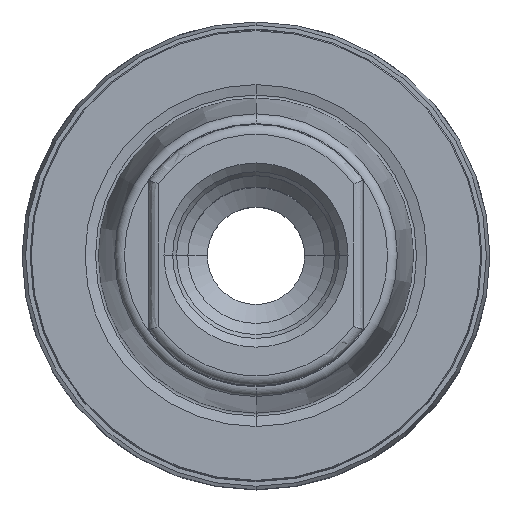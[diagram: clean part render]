
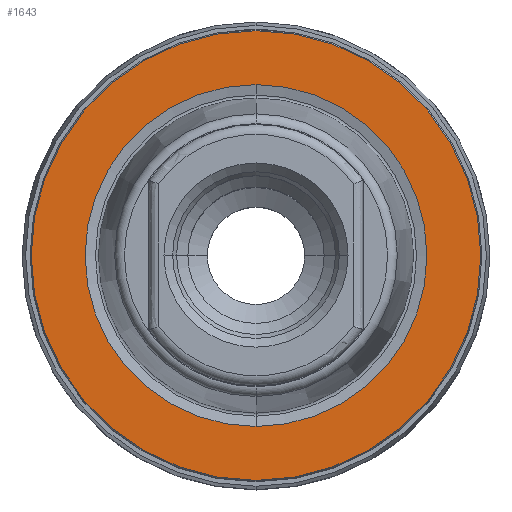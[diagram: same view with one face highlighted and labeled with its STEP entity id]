
A CAD part, top view. The second image highlights one B-rep face of the part: STEP entity #1643.
In plain terms, the highlighted planar face has unit normal (0, 0, 1).
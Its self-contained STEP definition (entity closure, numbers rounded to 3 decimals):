
#510=CARTESIAN_POINT('',(0.,0.,0.));
#511=DIRECTION('',(0.,0.,-1.));
#512=DIRECTION('',(0.,-1.,0.));
#513=AXIS2_PLACEMENT_3D('',#510,#511,#512);
#532=CARTESIAN_POINT('',(0.,0.,0.));
#533=DIRECTION('',(0.,0.,1.));
#534=DIRECTION('',(0.,-1.,0.));
#535=AXIS2_PLACEMENT_3D('',#532,#533,#534);
#540=CARTESIAN_POINT('',(0.,0.,0.));
#541=DIRECTION('',(0.,0.,-1.));
#542=DIRECTION('',(0.,1.,0.));
#543=AXIS2_PLACEMENT_3D('',#540,#541,#542);
#548=CARTESIAN_POINT('',(0.,0.,0.));
#549=DIRECTION('',(0.,0.,-1.));
#550=DIRECTION('',(0.,-1.,0.));
#551=AXIS2_PLACEMENT_3D('',#548,#549,#550);
#993=CARTESIAN_POINT('',(0.,-8.776,0.));
#995=VERTEX_POINT('',#993);
#1003=CARTESIAN_POINT('',(0.,8.776,0.));
#1005=VERTEX_POINT('',#1003);
#1091=CARTESIAN_POINT('',(0.,11.542,0.));
#1092=VERTEX_POINT('',#1091);
#1093=CARTESIAN_POINT('',(0.,-11.542,0.));
#1094=VERTEX_POINT('',#1093);
#1628=CARTESIAN_POINT('',(0.,0.,0.));
#1629=DIRECTION('',(0.,0.,-1.));
#1630=DIRECTION('',(0.,1.,0.));
#1631=AXIS2_PLACEMENT_3D('',#1628,#1629,#1630);
#1632=PLANE('',#1631);
#1634=ORIENTED_EDGE('',*,*,#1633,.T.);
#1636=ORIENTED_EDGE('',*,*,#1635,.T.);
#1637=EDGE_LOOP('',(#1634,#1636));
#1638=FACE_OUTER_BOUND('',#1637,.F.);
#1639=ORIENTED_EDGE('',*,*,#1607,.F.);
#1640=ORIENTED_EDGE('',*,*,#1623,.T.);
#1641=EDGE_LOOP('',(#1639,#1640));
#1642=FACE_BOUND('',#1641,.F.);
#514=CIRCLE('',#513,8.776);
#536=CIRCLE('',#535,8.776);
#544=CIRCLE('',#543,11.542);
#552=CIRCLE('',#551,11.542);
#1607=EDGE_CURVE('',#995,#1005,#514,.T.);
#1623=EDGE_CURVE('',#995,#1005,#536,.T.);
#1633=EDGE_CURVE('',#1092,#1094,#544,.T.);
#1635=EDGE_CURVE('',#1094,#1092,#552,.T.);
#1643=ADVANCED_FACE('',(#1638,#1642),#1632,.F.);
